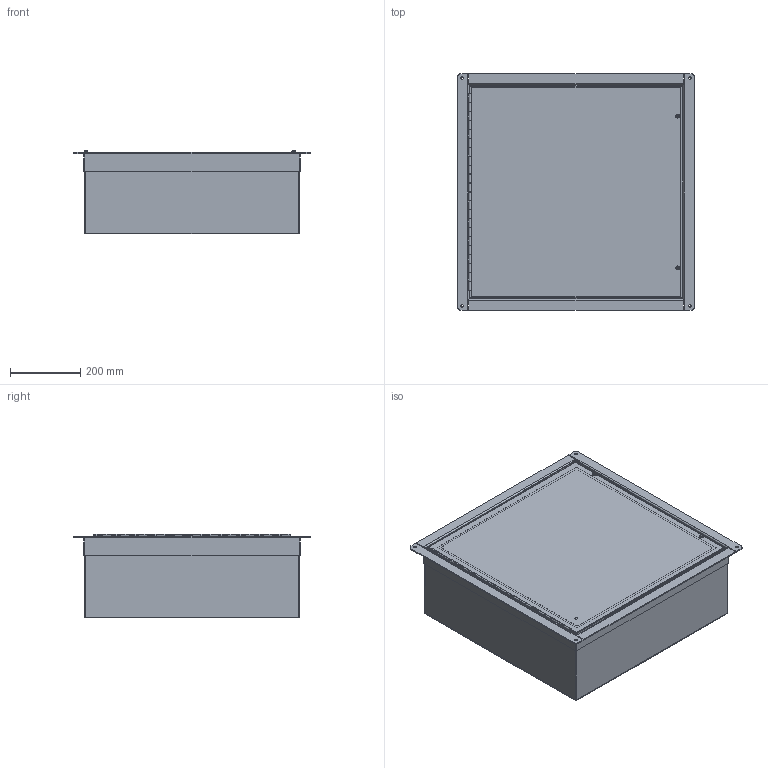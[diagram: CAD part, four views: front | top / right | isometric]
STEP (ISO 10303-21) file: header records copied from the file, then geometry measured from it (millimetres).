
FILE_DESCRIPTION(/* description */ ('24X24X8 WAFM TUB'),/* implementation_level */ '2;1');
FILE_NAME(/* name */ 'WA242408FM.stp',/* time_stamp */ '2016-03-11T09:47:39-06:00',/* author */ ('mraetz'),/* organization */ (''),/* preprocessor_version */ 'ST-DEVELOPER v16.1',/* originating_system */ 'Autodesk Inventor 2016',/* authorisation */ '');
FILE_SCHEMA (('AUTOMOTIVE_DESIGN { 1 0 10303 214 3 1 1 }'));
Length unit declared in the file: inch
Products named in the file (16): WA242408FMBKP; WA2424FMLID; 388116; H6010101T; H6010101L; H6010101 P; H6010101; 38846; 372123; 39035; 39077; 38853; 30640; 30641; 24X24; WAFM_ASSM
Assembly tree (24 placements, depth 3):
  WAFM_ASSM
    WA242408FMBKP
    WA2424FMLID
    388116  x4
    H6010101
      H6010101T
      H6010101L
      H6010101 P
    38846
    372123  x2
    39035  x2
    39077  x2
    38853  x2
    30640  x2
    30641  x2
    24X24
Bounding box: 673.1 x 673.1 x 238.76 mm (x, y, z)
Volume: 3461831 mm3; surface area: 3349127.1 mm2
Topology: 23 solids, 23 shells, 633 faces, 1437 edges, 865 vertices
Faces by surface type: plane 395, cylinder 167, bspline 44, cone 21, torus 6
Full cylindrical faces by diameter (mm): 0.787 x2, 3.048 x1, 3.962 x2, 4.775 x2, 4.826 x2, 6.35 x1, 7.061 x2, 7.137 x6, 7.938 x2, 8.382 x8, 8.56 x1, 9.525 x4, 10.516 x2, 11.112 x2, 11.506 x2, 15.875 x4
Entity records: 15927 total; most frequent: CARTESIAN_POINT 3738, DIRECTION 2348, ORIENTED_EDGE 2308, EDGE_CURVE 1154, LINE 822, VECTOR 822, AXIS2_PLACEMENT_3D 763, VERTEX_POINT 702
